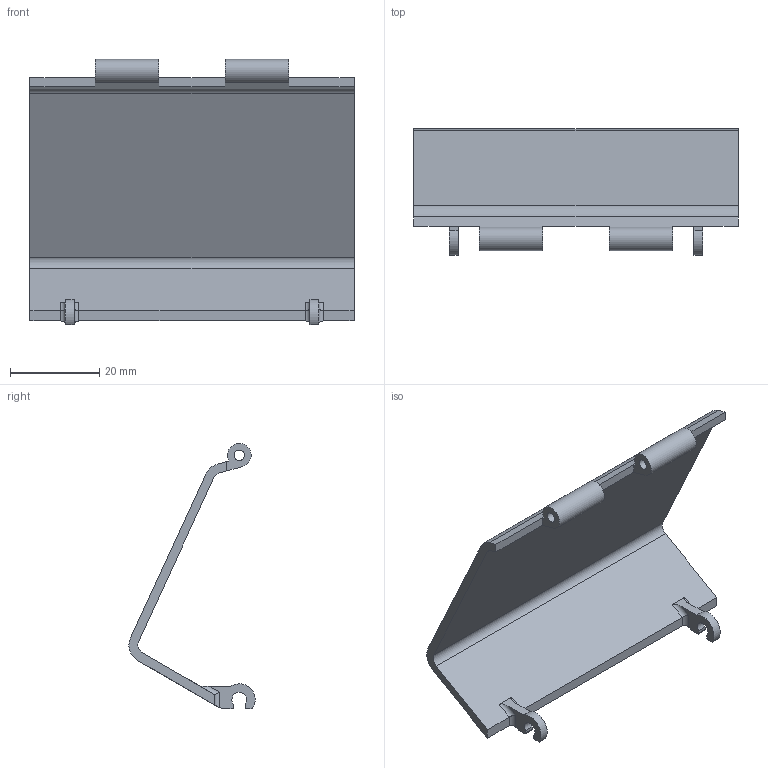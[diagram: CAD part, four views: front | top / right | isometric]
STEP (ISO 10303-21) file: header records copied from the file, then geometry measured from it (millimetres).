
FILE_DESCRIPTION(/* description */ (''),/* implementation_level */ '2;1');
FILE_NAME(/* name */ '部件-上盖.step',/* time_stamp */ '2021-05-21T17:33:19+08:00',/* author */ (''),/* organization */ (''),/* preprocessor_version */ 'ST-DEVELOPER v18.1',/* originating_system */ 'Autodesk Translation Framework v10.6.0.1341',/* authorisation */ '');
FILE_SCHEMA (('AUTOMOTIVE_DESIGN { 1 0 10303 214 3 1 1 }'));
Length unit declared in the file: millimetre
Products named in the file (1): 上盖
Bounding box: 72.7 x 28.27 x 59.46 mm (x, y, z)
Volume: 10735.3 mm3; surface area: 11566 mm2
Topology: 1 solids, 1 shells, 68 faces, 188 edges, 124 vertices
Faces by surface type: plane 44, cylinder 24
Full cylindrical faces by diameter (mm): 2.3 x2
Entity records: 2209 total; most frequent: CARTESIAN_POINT 381, ORIENTED_EDGE 376, DIRECTION 374, EDGE_CURVE 188, LINE 140, VECTOR 140, VERTEX_POINT 124, AXIS2_PLACEMENT_3D 117
